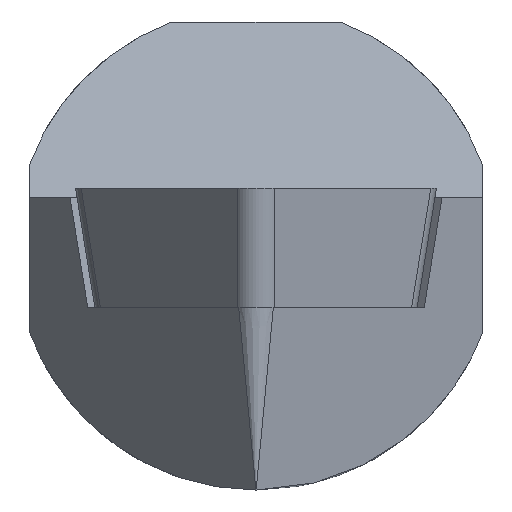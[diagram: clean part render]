
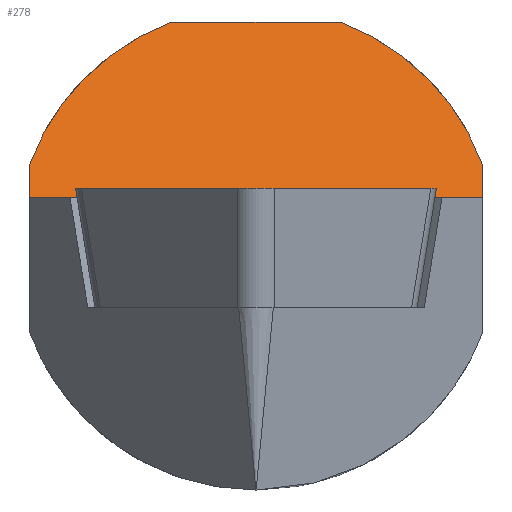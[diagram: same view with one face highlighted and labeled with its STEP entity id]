
A CAD part, left-side view. The second image highlights one B-rep face of the part: STEP entity #278.
In plain terms, the highlighted planar face has unit normal (-0.94, 0, 0.342).
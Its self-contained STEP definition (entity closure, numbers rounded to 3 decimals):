
#255=ELLIPSE('',#694,8.513,8.);
#256=ELLIPSE('',#697,8.513,8.);
#278=ADVANCED_FACE('',(#320),#296,.F.);
#296=PLANE('',#712);
#320=FACE_OUTER_BOUND('',#347,.T.);
#347=EDGE_LOOP('',(#447,#448,#449,#450,#451,#452));
#447=ORIENTED_EDGE('',*,*,#562,.T.);
#448=ORIENTED_EDGE('',*,*,#550,.F.);
#449=ORIENTED_EDGE('',*,*,#567,.T.);
#450=ORIENTED_EDGE('',*,*,#577,.F.);
#451=ORIENTED_EDGE('',*,*,#561,.T.);
#452=ORIENTED_EDGE('',*,*,#554,.F.);
#498=VERTEX_POINT('',#905);
#500=VERTEX_POINT('',#908);
#502=VERTEX_POINT('',#914);
#504=VERTEX_POINT('',#917);
#507=VERTEX_POINT('',#924);
#513=VERTEX_POINT('',#967);
#550=EDGE_CURVE('',#498,#500,#255,.T.);
#554=EDGE_CURVE('',#502,#504,#256,.T.);
#561=EDGE_CURVE('',#507,#504,#612,.T.);
#562=EDGE_CURVE('',#502,#500,#613,.T.);
#567=EDGE_CURVE('',#498,#513,#617,.T.);
#577=EDGE_CURVE('',#507,#513,#621,.T.);
#612=LINE('',#943,#655);
#613=LINE('',#945,#656);
#617=LINE('',#968,#660);
#621=LINE('',#1001,#664);
#655=VECTOR('',#793,1.);
#656=VECTOR('',#796,1.);
#660=VECTOR('',#802,1.);
#664=VECTOR('',#824,1.);
#694=AXIS2_PLACEMENT_3D('',#907,#775,#776);
#697=AXIS2_PLACEMENT_3D('',#916,#783,#784);
#712=AXIS2_PLACEMENT_3D('',#1004,#828,#829);
#775=DIRECTION('',(0.94,0.,-0.342));
#776=DIRECTION('',(0.342,0.,0.94));
#783=DIRECTION('',(0.94,0.,-0.342));
#784=DIRECTION('',(0.342,0.,0.94));
#793=DIRECTION('',(0.342,0.,0.94));
#796=DIRECTION('',(0.,1.,0.));
#802=DIRECTION('',(-0.342,0.,-0.94));
#824=DIRECTION('',(0.,1.,0.));
#828=DIRECTION('',(0.94,0.,-0.342));
#829=DIRECTION('',(-0.342,0.,-0.94));
#905=CARTESIAN_POINT('',(16.395,7.5,2.784));
#907=CARTESIAN_POINT('',(15.381,0.,0.));
#908=CARTESIAN_POINT('',(18.111,2.784,7.5));
#914=CARTESIAN_POINT('',(18.111,-2.784,7.5));
#916=CARTESIAN_POINT('',(15.381,0.,0.));
#917=CARTESIAN_POINT('',(16.395,-7.5,2.784));
#924=CARTESIAN_POINT('',(16.,-7.5,1.7));
#943=CARTESIAN_POINT('',(21.841,-7.5,17.749));
#945=CARTESIAN_POINT('',(18.111,-8.,7.5));
#967=CARTESIAN_POINT('',(16.,7.5,1.7));
#968=CARTESIAN_POINT('',(16.86,7.5,4.062));
#1001=CARTESIAN_POINT('',(16.,-8.,1.7));
#1004=CARTESIAN_POINT('',(16.,-8.,1.7));
